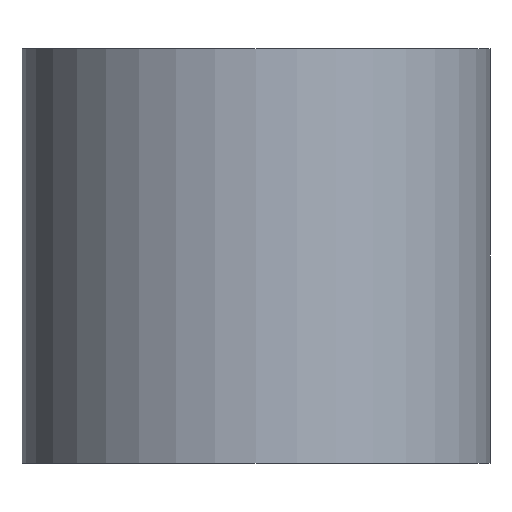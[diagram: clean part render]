
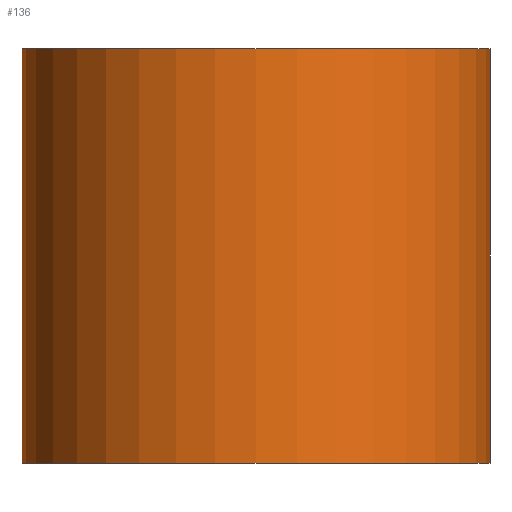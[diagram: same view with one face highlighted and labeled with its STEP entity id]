
A CAD part, front view. The second image highlights one B-rep face of the part: STEP entity #136.
In plain terms, the highlighted cylindrical face has radius 7.163 mm (diameter 14.326 mm), a partial arc.
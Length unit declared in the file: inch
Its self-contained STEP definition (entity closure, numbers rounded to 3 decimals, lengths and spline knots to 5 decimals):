
#5 = DIRECTION ( 'NONE',  ( 0., 0., -1. ) ) ;
#9 = FACE_OUTER_BOUND ( 'NONE', #250, .T. ) ;
#17 = DIRECTION ( 'NONE',  ( 0., 0., -1. ) ) ;
#41 = CARTESIAN_POINT ( 'NONE',  ( -0.032, -1., 0.25 ) ) ;
#50 = LINE ( 'NONE', #443, #147 ) ;
#66 = VERTEX_POINT ( 'NONE', #547 ) ;
#72 = DIRECTION ( 'NONE',  ( -1., 0., 0. ) ) ;
#89 = EDGE_CURVE ( 'NONE', #156, #177, #350, .T. ) ;
#128 = EDGE_CURVE ( 'NONE', #238, #177, #451, .T. ) ;
#136 = ADVANCED_FACE ( 'NONE', ( #9 ), #324, .T. ) ;
#147 = VECTOR ( 'NONE', #17, 39.37008 ) ;
#156 = VERTEX_POINT ( 'NONE', #41 ) ;
#177 = VERTEX_POINT ( 'NONE', #268 ) ;
#186 = ORIENTED_EDGE ( 'NONE', *, *, #407, .T. ) ;
#188 = CARTESIAN_POINT ( 'NONE',  ( 0.25, -1., 0.25 ) ) ;
#209 = ORIENTED_EDGE ( 'NONE', *, *, #274, .F. ) ;
#219 = ORIENTED_EDGE ( 'NONE', *, *, #128, .F. ) ;
#238 = VERTEX_POINT ( 'NONE', #468 ) ;
#244 = ORIENTED_EDGE ( 'NONE', *, *, #89, .T. ) ;
#250 = EDGE_LOOP ( 'NONE', ( #219, #209, #186, #244 ) ) ;
#260 = CARTESIAN_POINT ( 'NONE',  ( -0.032, -1., 0.25 ) ) ;
#268 = CARTESIAN_POINT ( 'NONE',  ( -0.032, -1., -0.25 ) ) ;
#274 = EDGE_CURVE ( 'NONE', #66, #238, #50, .T. ) ;
#275 = CARTESIAN_POINT ( 'NONE',  ( 0.25, -1., -0.25 ) ) ;
#313 = AXIS2_PLACEMENT_3D ( 'NONE', #275, #5, #508 ) ;
#324 = CYLINDRICAL_SURFACE ( 'NONE', #423, 0.282 ) ;
#350 = LINE ( 'NONE', #260, #462 ) ;
#378 = DIRECTION ( 'NONE',  ( 0., 0., -1. ) ) ;
#390 = CIRCLE ( 'NONE', #488, 0.282 ) ;
#407 = EDGE_CURVE ( 'NONE', #66, #156, #390, .T. ) ;
#423 = AXIS2_PLACEMENT_3D ( 'NONE', #188, #551, #72 ) ;
#443 = CARTESIAN_POINT ( 'NONE',  ( 0.25, -0.718, 0.25 ) ) ;
#450 = DIRECTION ( 'NONE',  ( 1., 0., 0. ) ) ;
#451 = CIRCLE ( 'NONE', #313, 0.282 ) ;
#453 = DIRECTION ( 'NONE',  ( 0., 0., -1. ) ) ;
#454 = CARTESIAN_POINT ( 'NONE',  ( 0.25, -1., 0.25 ) ) ;
#462 = VECTOR ( 'NONE', #378, 39.37008 ) ;
#468 = CARTESIAN_POINT ( 'NONE',  ( 0.25, -0.718, -0.25 ) ) ;
#488 = AXIS2_PLACEMENT_3D ( 'NONE', #454, #453, #450 ) ;
#508 = DIRECTION ( 'NONE',  ( 1., 0., 0. ) ) ;
#547 = CARTESIAN_POINT ( 'NONE',  ( 0.25, -0.718, 0.25 ) ) ;
#551 = DIRECTION ( 'NONE',  ( 0., 0., -1. ) ) ;
